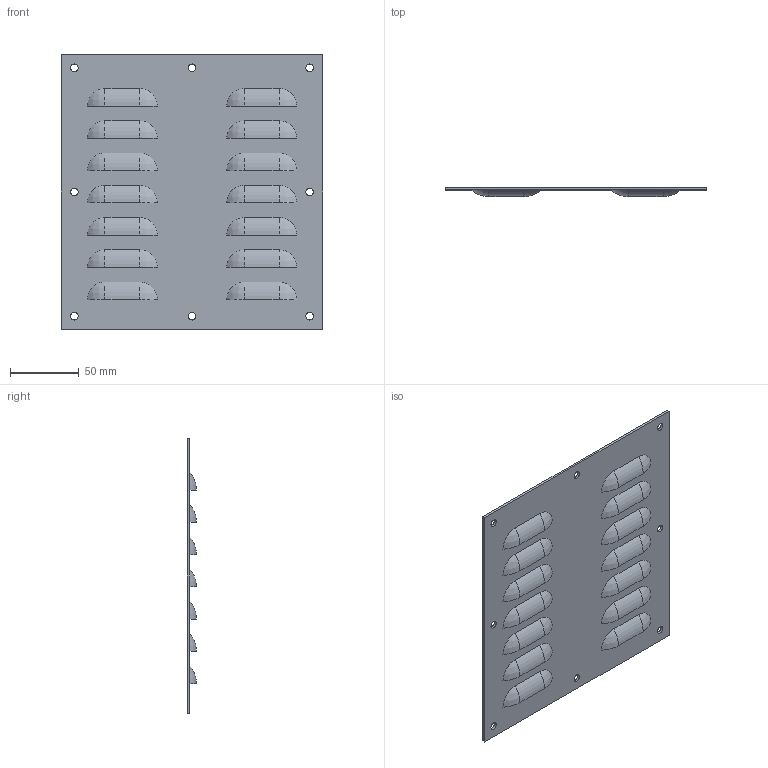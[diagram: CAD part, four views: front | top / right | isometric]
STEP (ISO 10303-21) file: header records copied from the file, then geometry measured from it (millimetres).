
FILE_DESCRIPTION (( 'STEP AP203' ), '1' );
FILE_NAME ('1481L66_Default.step', '2019-11-12T17:03:34', ( '' ), ( '' ), 'SwSTEP 2.0', 'SolidWorks 2019', '' );
FILE_SCHEMA (( 'CONFIG_CONTROL_DESIGN' ));
Length unit declared in the file: inch
Products named in the file (1): 1481L66_Default
Bounding box: 190.5 x 6.58 x 200.03 mm (x, y, z)
Volume: 71010.8 mm3; surface area: 81820 mm2
Topology: 1 solids, 1 shells, 134 faces, 368 edges, 236 vertices
Faces by surface type: bspline 56, cylinder 44, plane 34
Entity records: 6315 total; most frequent: CARTESIAN_POINT 2923, ORIENTED_EDGE 736, DIRECTION 642, EDGE_CURVE 368, AXIS2_PLACEMENT_3D 251, VERTEX_POINT 236, EDGE_LOOP 178, CIRCLE 172
